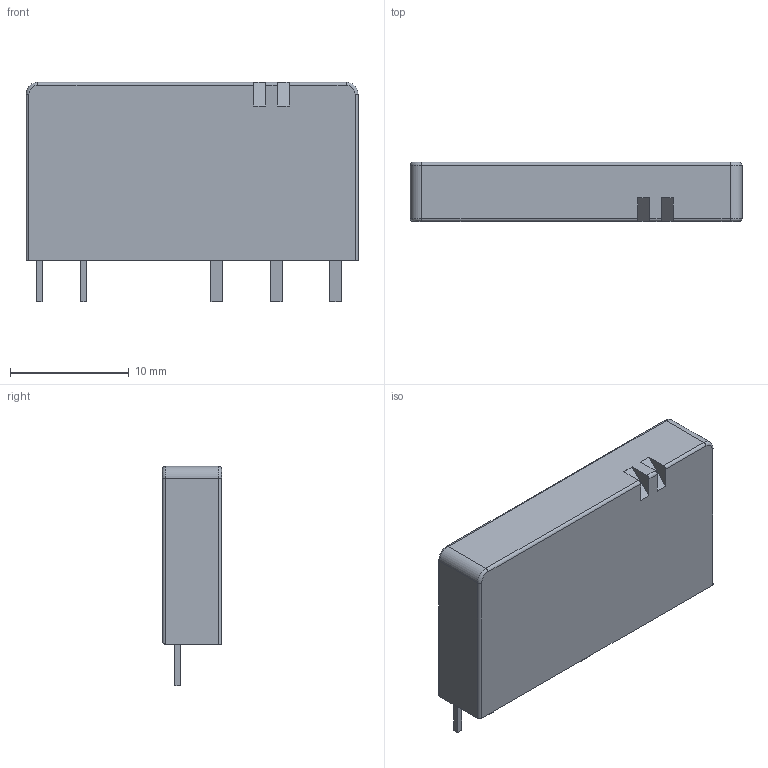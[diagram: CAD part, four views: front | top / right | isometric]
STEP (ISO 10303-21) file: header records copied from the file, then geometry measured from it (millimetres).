
FILE_DESCRIPTION(('FreeCAD Model'),'2;1');
FILE_NAME('Relay_SPDT_Finder_34.51_Vertical.step','2018-01-20T15:09:33',( 'kicad StepUp'),('ksu MCAD'),'Open CASCADE STEP processor 6.8', 'FreeCAD','Unknown');
FILE_SCHEMA(('AUTOMOTIVE_DESIGN_CC2 { 1 2 10303 214 -1 1 5 4 }'));
Length unit declared in the file: millimetre
Products named in the file (1): Relay_SPDT_Finder_34.51_Vertical
Bounding box: 28 x 5 x 18.5 mm (x, y, z)
Volume: 2097.9 mm3; surface area: 1298.8 mm2
Topology: 1 solids, 1 shells, 56 faces, 137 edges, 88 vertices
Faces by surface type: plane 41, cylinder 11, torus 4
Entity records: 1165 total; most frequent: ORIENTED_EDGE 198, CARTESIAN_POINT 177, EDGE_CURVE 137, LINE 113, VERTEX_POINT 88, AXIS2_PLACEMENT_3D 79, FACE_BOUND 61, EDGE_LOOP 61
